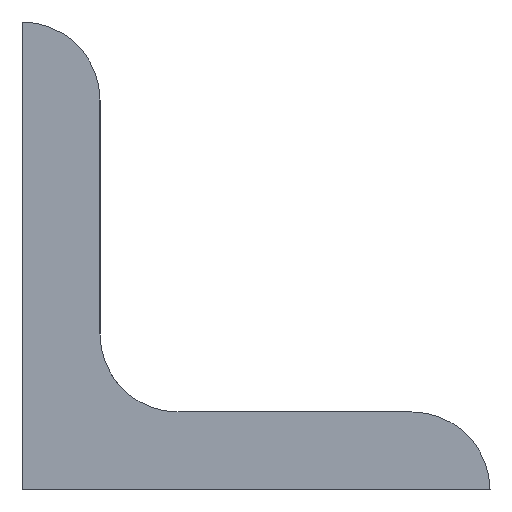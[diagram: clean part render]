
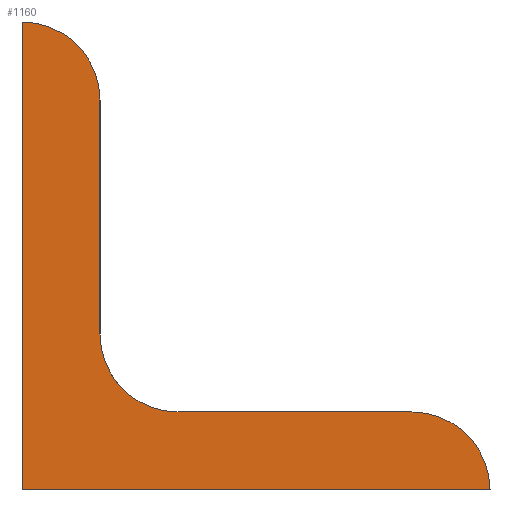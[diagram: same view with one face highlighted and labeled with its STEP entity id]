
A CAD part, left-side view. The second image highlights one B-rep face of the part: STEP entity #1160.
In plain terms, the highlighted planar face has unit normal (-1, 0, 0).
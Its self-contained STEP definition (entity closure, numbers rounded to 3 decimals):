
#868=CARTESIAN_POINT('',(-2.155,-0.25,0.5));
#869=VERTEX_POINT('',#868);
#876=CARTESIAN_POINT('',(-2.155,-0.5,0.25));
#877=VERTEX_POINT('',#876);
#878=CARTESIAN_POINT('',(-2.155,-0.5,0.5));
#879=DIRECTION('',(-1.0,0.,0.));
#880=DIRECTION('',(0.,0.707,-0.707));
#881=AXIS2_PLACEMENT_3D('',#878,#879,#880);
#882=CIRCLE('',#881,0.25);
#883=EDGE_CURVE('',#869,#877,#882,.T.);
#916=CARTESIAN_POINT('',(-2.155,0.,1.5));
#917=VERTEX_POINT('',#916);
#918=CARTESIAN_POINT('',(-2.155,-0.25,1.25));
#919=VERTEX_POINT('',#918);
#920=CARTESIAN_POINT('',(-2.155,0.,1.25));
#921=DIRECTION('',(1.0,0.,0.));
#922=DIRECTION('',(0.,-0.707,0.707));
#923=AXIS2_PLACEMENT_3D('',#920,#921,#922);
#924=CIRCLE('',#923,0.25);
#925=EDGE_CURVE('',#917,#919,#924,.T.);
#967=CARTESIAN_POINT('',(-2.155,-0.25,1.25));
#968=DIRECTION('',(0.0,0.0,-1.0));
#969=VECTOR('',#968,0.75);
#970=LINE('',#967,#969);
#971=EDGE_CURVE('',#919,#869,#970,.T.);
#992=CARTESIAN_POINT('',(-2.155,-1.25,0.25));
#993=VERTEX_POINT('',#992);
#994=CARTESIAN_POINT('',(-2.155,-0.5,0.25));
#995=DIRECTION('',(0.0,-1.0,0.0));
#996=VECTOR('',#995,0.75);
#997=LINE('',#994,#996);
#998=EDGE_CURVE('',#877,#993,#997,.T.);
#1035=CARTESIAN_POINT('',(-2.155,-1.5,0.));
#1036=VERTEX_POINT('',#1035);
#1037=CARTESIAN_POINT('',(-2.155,-1.25,0.));
#1038=DIRECTION('',(1.0,0.,0.));
#1039=DIRECTION('',(0.,-0.707,0.707));
#1040=AXIS2_PLACEMENT_3D('',#1037,#1038,#1039);
#1041=CIRCLE('',#1040,0.25);
#1042=EDGE_CURVE('',#993,#1036,#1041,.T.);
#1068=CARTESIAN_POINT('',(-2.155,0.,0.0));
#1069=VERTEX_POINT('',#1068);
#1070=CARTESIAN_POINT('',(-2.155,-1.5,0.));
#1071=DIRECTION('',(0.0,1.0,0.0));
#1072=VECTOR('',#1071,1.5);
#1073=LINE('',#1070,#1072);
#1074=EDGE_CURVE('',#1036,#1069,#1073,.T.);
#1111=CARTESIAN_POINT('',(-2.155,0.,0.0));
#1112=DIRECTION('',(0.0,0.0,1.0));
#1113=VECTOR('',#1112,1.5);
#1114=LINE('',#1111,#1113);
#1115=EDGE_CURVE('',#1069,#917,#1114,.T.);
#1146=CARTESIAN_POINT('',(-2.155,0.,1.5));
#1147=DIRECTION('',(-1.0,0.0,0.0));
#1148=DIRECTION('',(0.0,0.0,1.0));
#1149=AXIS2_PLACEMENT_3D('',#1146,#1147,#1148);
#1150=PLANE('',#1149);
#1151=ORIENTED_EDGE('',*,*,#925,.F.);
#1152=ORIENTED_EDGE('',*,*,#1115,.F.);
#1153=ORIENTED_EDGE('',*,*,#1074,.F.);
#1154=ORIENTED_EDGE('',*,*,#1042,.F.);
#1155=ORIENTED_EDGE('',*,*,#998,.F.);
#1156=ORIENTED_EDGE('',*,*,#883,.F.);
#1157=ORIENTED_EDGE('',*,*,#971,.F.);
#1158=EDGE_LOOP('',(#1151,#1152,#1153,#1154,#1155,#1156,#1157));
#1159=FACE_OUTER_BOUND('',#1158,.T.);
#1160=ADVANCED_FACE('',(#1159),#1150,.T.);
